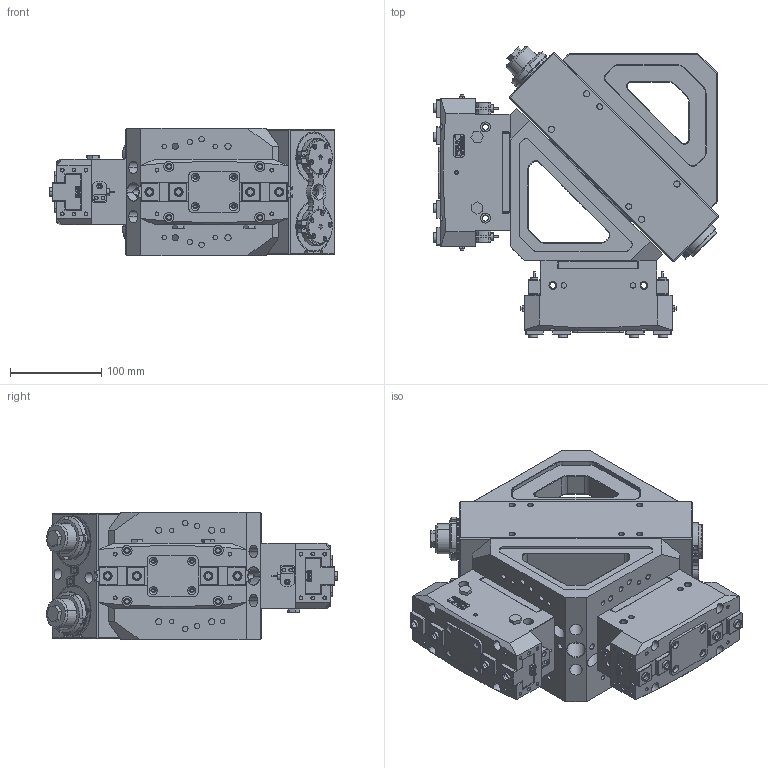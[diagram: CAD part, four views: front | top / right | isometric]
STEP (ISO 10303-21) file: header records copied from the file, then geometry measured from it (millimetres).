
FILE_DESCRIPTION (( 'STEP AP203' ), '1' );
FILE_NAME ('TG50-TR73-162-0¡ã.STEP', '2024-12-19T02:09:48', ( 'USER-' ), ( 'Microsoft' ), 'SwSTEP 2.0', 'SolidWorks 2018', '' );
FILE_SCHEMA (( 'CONFIG_CONTROL_DESIGN' ));
Length unit declared in the file: millimetre
Products named in the file (36): TP50-04 遣喳蟀諉极; TP50-01褲极; 揤輸杅耀.sldasm-Part-9; TR73 -162杅耀.sldasm-Part-18; TR73 -162杅耀.sldasm-Part-16; M33-1.5-10蹟譫; TG50-M-01 啊詰褲极; TR73 -162杅耀.sldasm-Part-1; TP50-02 喘謫粣; TR73 -162杅耀; TP50-08 癹弇縐嘀; TR73 -162 菁裔啣.sldasm-Part-3; TR73 -162杅耀.sldasm-Part-7; TR73 -162杅耀.sldasm-Part-10; TG50; TG50-M-02 眻褒輸; M6晦す芛蹟隊; TG50-TR73-162-0°; 25x12-R3; TG40.sldasm-Part-28; TR73 -162杅耀.sldasm-Part-4; 33-30遣喳ん耀倰NBK; TR73 -162杅耀.sldasm-Part-5; TP50-06 茞癹弇裝; TP50-10 粣創揤遠; TP50-07硬限位圈; TP50-M-09 躇猾詩遠; TR73 -162杅耀.sldasm-Part-12; TP50; TR73 -162杅耀.sldasm-Part-3; TR73 -162杅耀.sldasm-Part-9; 揤輸蚾饜极; TP50-05 茞癹弇蟀諉极; TR73 -162杅耀.sldasm-Part-2; 0-TP50; 埴翐芛_GB_FASTENER_SCREWS_HSHCS M2X8-N
Assembly tree (50 placements, depth 4):
  TG50-TR73-162-0°
    TG50
      TG50-M-02 眻褒輸
      TG50-M-01 啊詰褲极
      0-TP50
        TP50-01褲极
        TP50-02 喘謫粣
        TP50-05 茞癹弇蟀諉极  x2
        TP50-04 遣喳蟀諉极  x2
        33-30遣喳ん耀倰NBK  x2
        M33-1.5-10蹟譫  x2
        TP50-M-09 躇猾詩遠  x2
        TP50-06 茞癹弇裝  x2
        TP50-07硬限位圈  x2
        TP50-10 粣創揤遠
        TP50-08 癹弇縐嘀
        M6晦す芛蹟隊  x2
        TP50
    TR73 -162杅耀  x2
      TR73 -162杅耀.sldasm-Part-1
      TR73 -162杅耀.sldasm-Part-2
      TR73 -162杅耀.sldasm-Part-3
      TR73 -162杅耀.sldasm-Part-4
      TR73 -162杅耀.sldasm-Part-5
      TR73 -162杅耀.sldasm-Part-7
      TR73 -162杅耀.sldasm-Part-9
      TR73 -162杅耀.sldasm-Part-10
      TR73 -162杅耀.sldasm-Part-12
      TR73 -162杅耀.sldasm-Part-16
      TR73 -162杅耀.sldasm-Part-18
      TR73 -162 菁裔啣.sldasm-Part-3
      揤輸蚾饜极
        揤輸杅耀.sldasm-Part-9
        埴翐芛_GB_FASTENER_SCREWS_HSHCS M2X8-N  x2
      25x12-R3
    TG40.sldasm-Part-28  x4
Bounding box: 312.92 x 319.26 x 140 mm (x, y, z)
Volume: 5619948.2 mm3; surface area: 922006 mm2
Topology: 67 solids, 121 shells, 5011 faces, 12813 edges, 8199 vertices
Faces by surface type: plane 2499, cylinder 1269, cone 640, bspline 575, torus 28
Entity records: 113586 total; most frequent: CARTESIAN_POINT 36491, ORIENTED_EDGE 15606, DIRECTION 14033, EDGE_CURVE 7803, VERTEX_POINT 5069, LINE 4701, VECTOR 4701, AXIS2_PLACEMENT_3D 4666
